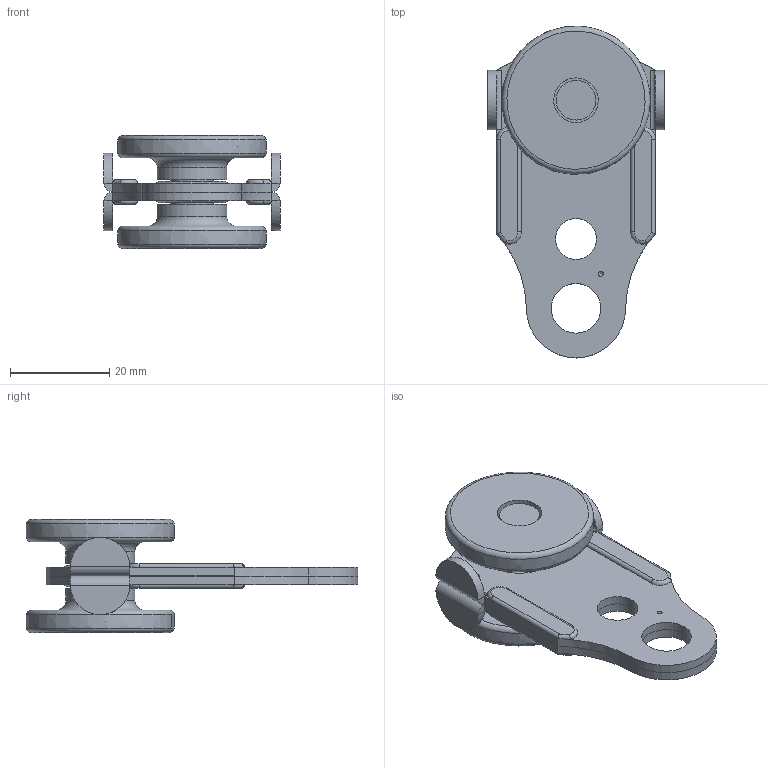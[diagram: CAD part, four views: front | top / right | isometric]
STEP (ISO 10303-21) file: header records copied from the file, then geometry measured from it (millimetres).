
FILE_DESCRIPTION(/* description */ (''),/* implementation_level */ '2;1');
FILE_NAME(/* name */ '0731.stp',/* time_stamp */ '2021-09-21T09:34:42+02:00',/* author */ ('SIMMETF'),/* organization */ (''),/* preprocessor_version */ 'ST-DEVELOPER v18.1',/* originating_system */ 'Autodesk Inventor 2021',/* authorisation */ '');
FILE_SCHEMA (('AUTOMOTIVE_DESIGN { 1 0 10303 214 3 1 1 }'));
Length unit declared in the file: millimetre
Products named in the file (1): Pièce1
Bounding box: 35.6 x 66.96 x 22.8 mm (x, y, z)
Volume: 13963.3 mm3; surface area: 12551.7 mm2
Topology: 7 solids, 7 shells, 158 faces, 374 edges, 242 vertices
Faces by surface type: plane 74, cylinder 48, torus 18, sphere 10, cone 8
Full cylindrical faces by diameter (mm): 4 x1, 4.2 x1, 5 x1, 5.1 x3, 8 x2, 8.24 x2, 8.6 x2, 9 x4, 10 x2, 14 x2
Entity records: 4987 total; most frequent: CARTESIAN_POINT 1015, DIRECTION 808, ORIENTED_EDGE 724, EDGE_CURVE 362, AXIS2_PLACEMENT_3D 327, VERTEX_POINT 242, EDGE_LOOP 202, CIRCLE 168
